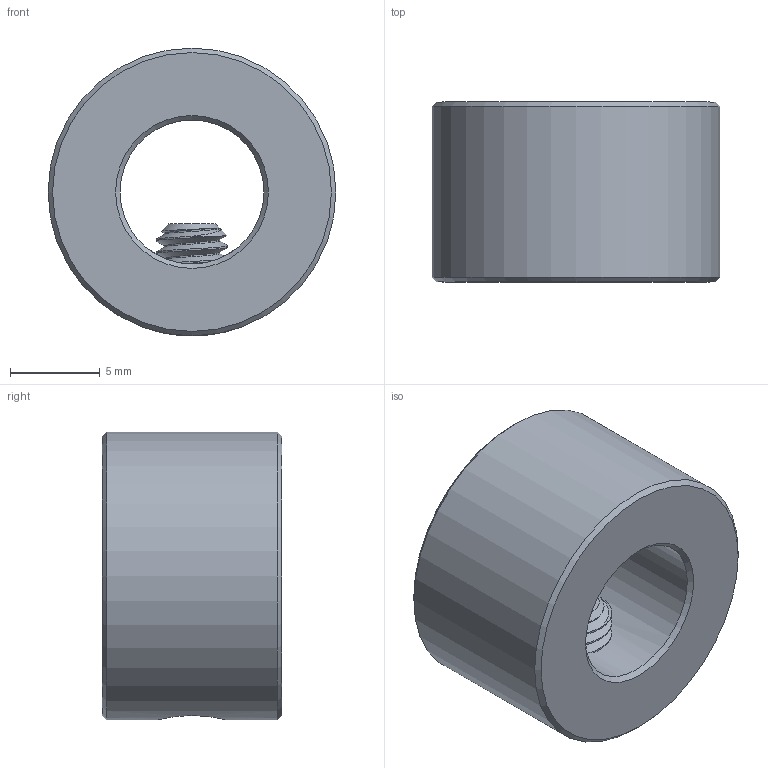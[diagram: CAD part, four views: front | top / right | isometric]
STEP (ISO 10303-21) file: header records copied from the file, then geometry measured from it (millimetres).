
FILE_DESCRIPTION(/* description */ (''),/* implementation_level */ '2;1');
FILE_NAME(/* name */ '8mm Locking Shaft Collar Adjusting Ring (Accu).step',/* time_stamp */ '2021-08-09T14:38:10+01:00',/* author */ (''),/* organization */ (''),/* preprocessor_version */ 'ST-DEVELOPER v18.1',/* originating_system */ 'Autodesk Translation Framework v10.9.0.1377',/* authorisation */ '');
FILE_SCHEMA (('AUTOMOTIVE_DESIGN { 1 0 10303 214 3 1 1 }'));
Length unit declared in the file: millimetre
Products named in the file (2): 8mm Locking Shaft Collar / Adjusting Ring (Accu) ; 92605A112
Assembly tree (1 placements, depth 2):
  8mm Locking Shaft Collar / Adjusting Ring (Accu) 
    92605A112
Bounding box: 16 x 10 x 16 mm (x, y, z)
Volume: 1520.8 mm3; surface area: 1193.1 mm2
Topology: 2 solids, 2 shells, 52 faces, 120 edges, 72 vertices
Faces by surface type: cylinder 20, plane 16, cone 13, bspline 3
Full cylindrical faces by diameter (mm): 3.091 x7, 3.332 x1, 4 x6, 8 x1, 16 x1
Entity records: 2794 total; most frequent: CARTESIAN_POINT 1666, ORIENTED_EDGE 238, DIRECTION 205, EDGE_CURVE 119, AXIS2_PLACEMENT_3D 81, VERTEX_POINT 72, EDGE_LOOP 57, FACE_OUTER_BOUND 52
